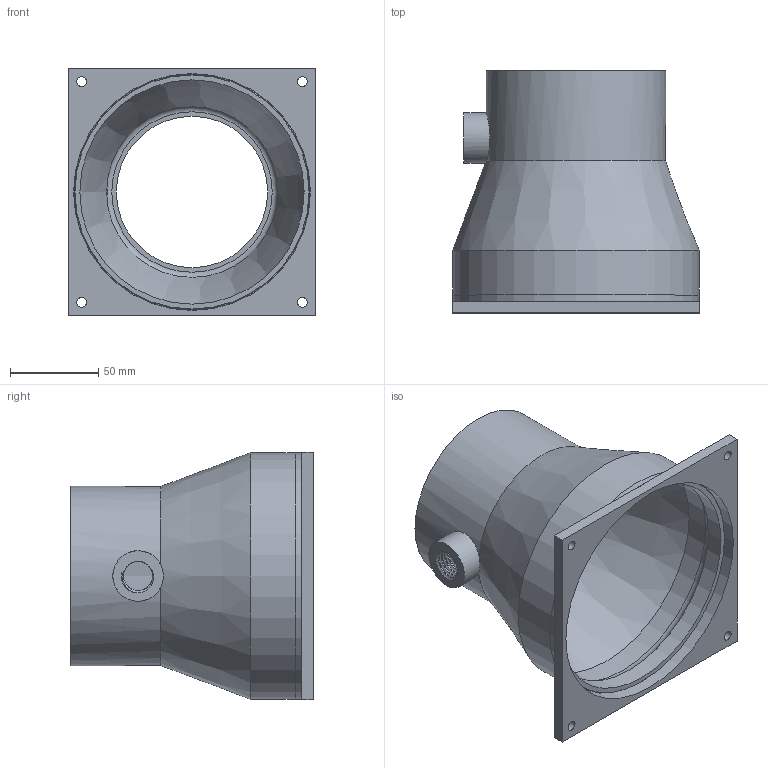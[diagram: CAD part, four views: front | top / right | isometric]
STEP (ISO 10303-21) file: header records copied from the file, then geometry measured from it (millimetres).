
FILE_DESCRIPTION(/* description */ (''),/* implementation_level */ '2;1');
FILE_NAME(/* name */ 'fumehood filter 2 v20.step',/* time_stamp */ '2024-09-17T19:22:38-07:00',/* author */ (''),/* organization */ (''),/* preprocessor_version */ 'ST-DEVELOPER v20',/* originating_system */ 'Autodesk Translation Framework v13.14.0.145',/* authorisation */ '');
FILE_SCHEMA (('AUTOMOTIVE_DESIGN { 1 0 10303 214 3 1 1 }'));
Length unit declared in the file: inch
Products named in the file (1): fumehood filter 2
Bounding box: 140 x 137.16 x 140 mm (x, y, z)
Volume: 215290.4 mm3; surface area: 128072.7 mm2
Topology: 2 solids, 2 shells, 57 faces, 138 edges, 91 vertices
Faces by surface type: cylinder 32, plane 17, cone 3, bspline 3, torus 2
Full cylindrical faces by diameter (mm): 5.5 x4, 16.573 x5, 19.05 x6, 28.575 x1, 85.725 x2, 95.25 x2, 101.6 x1, 127 x1, 133.35 x2, 134.112 x1, 139.7 x2
Entity records: 3323 total; most frequent: CARTESIAN_POINT 1984, ORIENTED_EDGE 276, DIRECTION 242, EDGE_CURVE 138, AXIS2_PLACEMENT_3D 98, VERTEX_POINT 91, EDGE_LOOP 77, FACE_OUTER_BOUND 57
